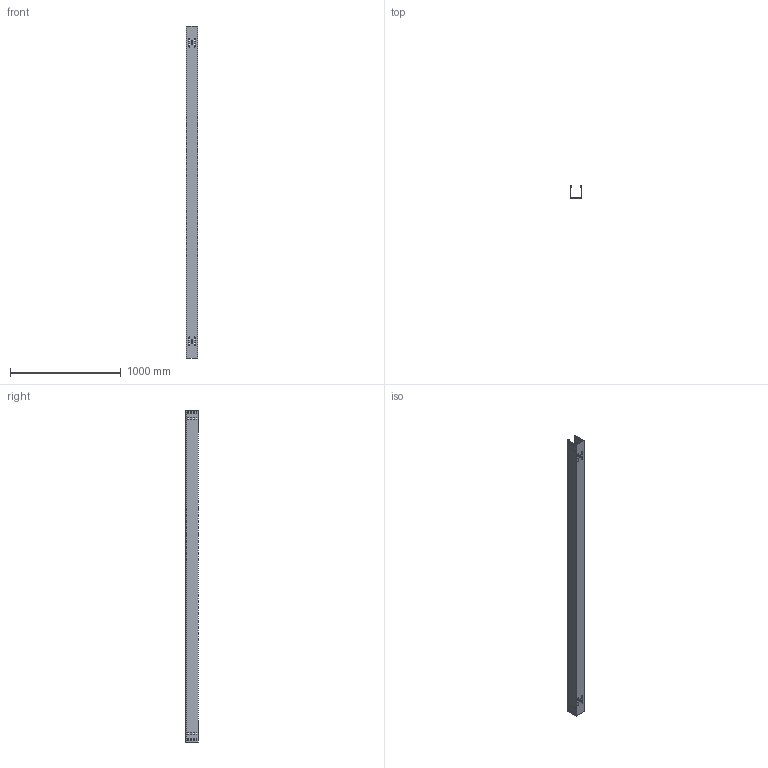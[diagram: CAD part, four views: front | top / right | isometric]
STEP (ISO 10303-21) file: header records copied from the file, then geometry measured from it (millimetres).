
FILE_DESCRIPTION (( 'STEP AP214' ), '1' );
FILE_NAME ('6061981.stp', '2019-12-11T10:29:30', ( '' ), ( '' ), 'SwSTEP 2.0', 'SolidWorks 2018', '' );
FILE_SCHEMA (( 'AUTOMOTIVE_DESIGN' ));
Length unit declared in the file: millimetre
Products named in the file (1): 6061981
Bounding box: 100 x 111 x 3000 mm (x, y, z)
Volume: 2047938.9 mm3; surface area: 2065823.8 mm2
Topology: 1 solids, 1 shells, 244 faces, 710 edges, 468 vertices
Faces by surface type: cylinder 130, plane 114
Entity records: 8328 total; most frequent: DIRECTION 1460, CARTESIAN_POINT 1423, ORIENTED_EDGE 1420, EDGE_CURVE 710, AXIS2_PLACEMENT_3D 505, VERTEX_POINT 468, LINE 450, VECTOR 450
